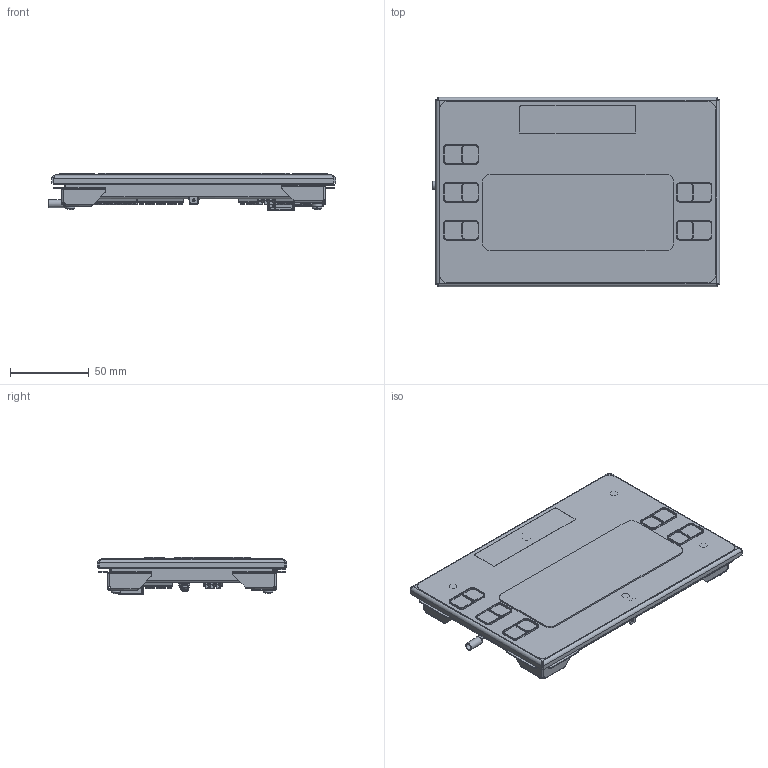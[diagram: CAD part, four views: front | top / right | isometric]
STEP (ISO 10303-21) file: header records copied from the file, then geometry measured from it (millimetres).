
FILE_DESCRIPTION(/* description */ (''),/* implementation_level */ '2;1');
FILE_NAME(/* name */ '1145CX_CJ_SIMPLIFICADO_01.stp',/* time_stamp */ '2024-07-05T14:16:37-03:00',/* author */ ('jorge'),/* organization */ (''),/* preprocessor_version */ 'ST-DEVELOPER v20',/* originating_system */ 'Autodesk Inventor 2024',/* authorisation */ '');
FILE_SCHEMA (('AUTOMOTIVE_DESIGN { 1 0 10303 214 3 1 1 }'));
Products named in the file (6): 1145CX_CJ_SIMPLIFICADO_01; 1145CX_Simplify_1; ETIQUETA TRASEIRA IND 3107DS; TECLADO MEMBRANA - INDICADOR 3107DS; 0935CX
Assembly tree (11 placements, depth 2):
  1145CX_CJ_SIMPLIFICADO_01
    1145CX_Simplify_1
    ETIQUETA TRASEIRA IND 3107DS
    TECLADO MEMBRANA - INDICADOR 3107DS
       x4
    0935CX  x4
Bounding box: 182.08 x 120 x 24.06 mm (x, y, z)
Volume: 96638.1 mm3; surface area: 190014.5 mm2
Topology: 36 solids, 49 shells, 5890 faces, 16034 edges, 10390 vertices
Faces by surface type: plane 4023, cylinder 1209, bspline 340, cone 269, torus 40, sphere 9
Full cylindrical faces by diameter (mm): 0.1 x6, 1.04 x16, 1.14 x16, 1.8 x3, 2 x1, 2.256 x3, 2.5 x3, 2.8 x3, 3 x58, 3.5 x8, 3.9 x1, 4 x14, 4.763 x1, 4.8 x4, 4.9 x2, 4.95 x10, 5 x1, 5.5 x1, 6 x8, 7 x2, 10 x2
Entity records: 215841 total; most frequent: CARTESIAN_POINT 68489, ORIENTED_EDGE 30854, DIRECTION 27978, EDGE_CURVE 15443, LINE 11074, VECTOR 11074, VERTEX_POINT 10018, AXIS2_PLACEMENT_3D 8452
